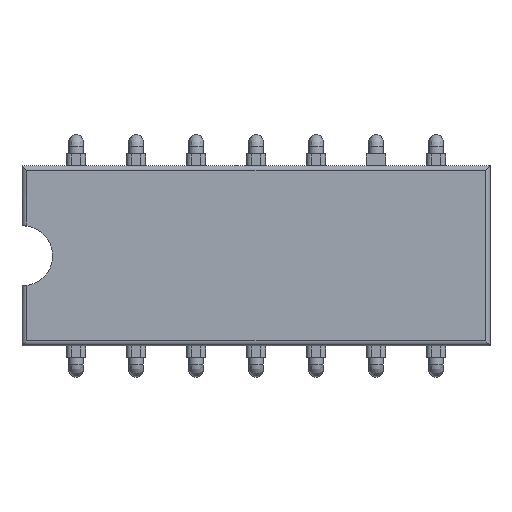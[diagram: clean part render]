
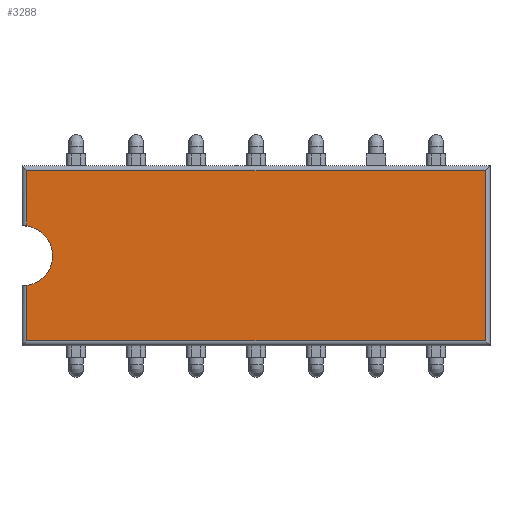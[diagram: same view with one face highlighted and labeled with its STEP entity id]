
A CAD part, top view. The second image highlights one B-rep face of the part: STEP entity #3288.
In plain terms, the highlighted planar face has unit normal (0, 0, 1).
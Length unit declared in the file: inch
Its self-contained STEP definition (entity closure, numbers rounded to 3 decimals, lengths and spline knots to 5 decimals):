
#80=PLANE('',#3599);
#223=FACE_OUTER_BOUND('',#419,.T.);
#419=EDGE_LOOP('',(#2437,#2438,#2439,#2440,#2441,#2442));
#639=LINE('',#5518,#913);
#640=LINE('',#5522,#914);
#642=LINE('',#5528,#916);
#644=LINE('',#5534,#918);
#646=LINE('',#5539,#920);
#913=VECTOR('',#4182,0.3937);
#914=VECTOR('',#4187,0.3937);
#916=VECTOR('',#4193,0.3937);
#918=VECTOR('',#4199,0.3937);
#920=VECTOR('',#4205,0.3937);
#1230=CIRCLE('',#3600,1.25028);
#1435=VERTEX_POINT('',#5506);
#1436=VERTEX_POINT('',#5517);
#1437=VERTEX_POINT('',#5521);
#1439=VERTEX_POINT('',#5527);
#1441=VERTEX_POINT('',#5533);
#1442=VERTEX_POINT('',#5538);
#1807=EDGE_CURVE('',#1435,#1436,#639,.T.);
#1809=EDGE_CURVE('',#1436,#1437,#640,.T.);
#1812=EDGE_CURVE('',#1437,#1439,#642,.T.);
#1815=EDGE_CURVE('',#1439,#1441,#644,.T.);
#1818=EDGE_CURVE('',#1441,#1442,#646,.T.);
#1820=EDGE_CURVE('',#1435,#1442,#1230,.T.);
#2437=ORIENTED_EDGE('',*,*,#1818,.F.);
#2438=ORIENTED_EDGE('',*,*,#1815,.F.);
#2439=ORIENTED_EDGE('',*,*,#1812,.F.);
#2440=ORIENTED_EDGE('',*,*,#1809,.F.);
#2441=ORIENTED_EDGE('',*,*,#1807,.F.);
#2442=ORIENTED_EDGE('',*,*,#1820,.T.);
#3288=ADVANCED_FACE('',(#223),#80,.T.);
#3599=AXIS2_PLACEMENT_3D('',#5550,#4206,#4207);
#3600=AXIS2_PLACEMENT_3D('',#5551,#4208,#4209);
#4182=DIRECTION('',(0.,1.,0.));
#4187=DIRECTION('',(1.,0.,0.));
#4193=DIRECTION('',(0.,-1.,0.));
#4199=DIRECTION('',(-1.,0.,0.));
#4205=DIRECTION('',(0.,1.,0.));
#4206=DIRECTION('center_axis',(0.,0.,1.));
#4207=DIRECTION('ref_axis',(1.,0.,0.));
#4208=DIRECTION('center_axis',(0.,0.,-1.));
#4209=DIRECTION('ref_axis',(0.021,1.,0.));
#5506=CARTESIAN_POINT('',(0.2,4.9882,1.25));
#5517=CARTESIAN_POINT('',(0.2,7.3,1.25));
#5518=CARTESIAN_POINT('',(0.2,5.625,1.25));
#5521=CARTESIAN_POINT('',(19.3,7.3,1.25));
#5522=CARTESIAN_POINT('',(14.625,7.3,1.25));
#5527=CARTESIAN_POINT('',(19.3,0.2,1.25));
#5528=CARTESIAN_POINT('',(19.3,1.875,1.25));
#5533=CARTESIAN_POINT('',(0.2,0.2,1.25));
#5534=CARTESIAN_POINT('',(4.875,0.2,1.25));
#5538=CARTESIAN_POINT('',(0.2,2.5118,1.25));
#5539=CARTESIAN_POINT('',(0.2,3.125,1.25));
#5550=CARTESIAN_POINT('Origin',(9.75,3.75,1.25));
#5551=CARTESIAN_POINT('Origin',(0.02659,3.75,1.25));
